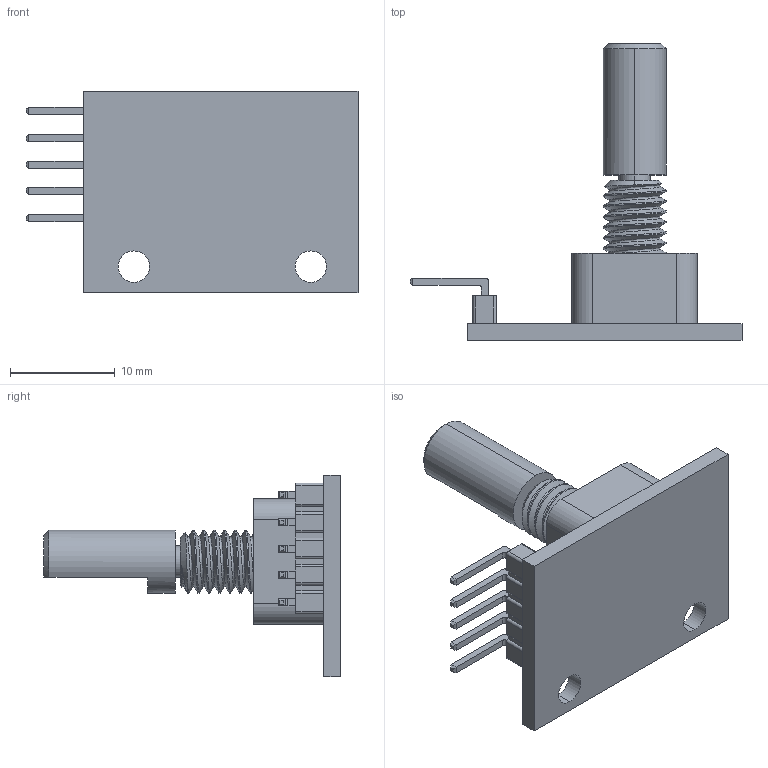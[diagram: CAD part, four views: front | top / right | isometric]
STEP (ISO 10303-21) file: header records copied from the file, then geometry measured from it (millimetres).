
FILE_DESCRIPTION (( 'STEP AP214' ), '1' );
FILE_NAME ('User Library-S002 - Encoder KY040.STEP', '2020-05-11T02:41:11', ( '' ), ( '' ), 'SwSTEP 2.0', 'SolidWorks 2019', '' );
FILE_SCHEMA (( 'AUTOMOTIVE_DESIGN' ));
Length unit declared in the file: millimetre
Products named in the file (1): User Library-S002 - Encoder KY040
Bounding box: 31.71 x 28.33 x 19.25 mm (x, y, z)
Volume: 2265.3 mm3; surface area: 2105.5 mm2
Topology: 1 solids, 1 shells, 155 faces, 408 edges, 265 vertices
Faces by surface type: plane 92, cylinder 56, cone 4, bspline 3
Entity records: 6780 total; most frequent: CARTESIAN_POINT 2381, ORIENTED_EDGE 816, DIRECTION 766, EDGE_CURVE 408, LINE 276, VECTOR 276, VERTEX_POINT 265, AXIS2_PLACEMENT_3D 245
